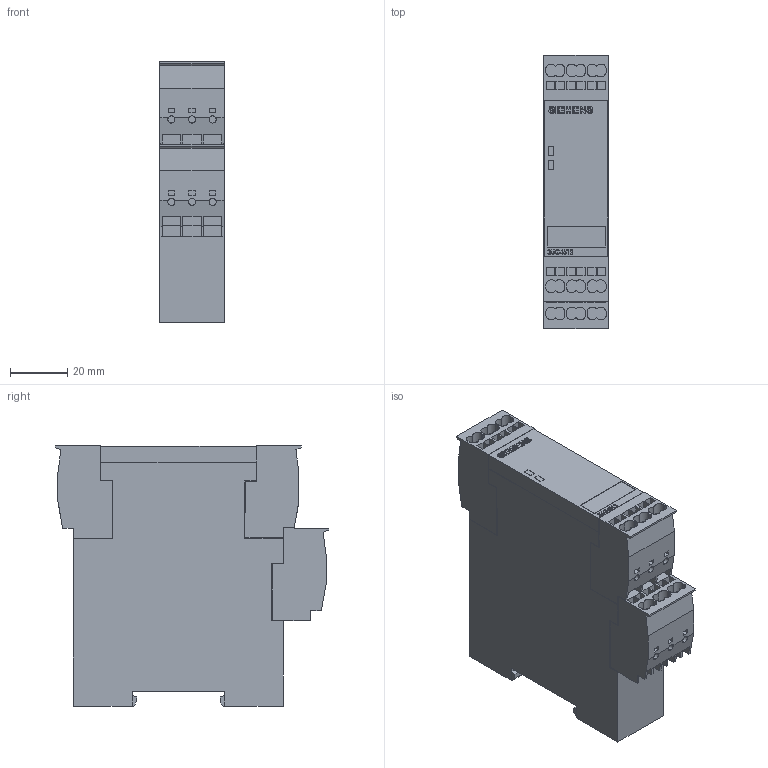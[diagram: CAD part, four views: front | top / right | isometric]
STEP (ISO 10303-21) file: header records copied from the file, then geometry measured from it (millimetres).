
FILE_DESCRIPTION(/* description */ (''),/* implementation_level */ '2;1');
FILE_NAME(/* name */ 'G_NSB0_XX_90669V.stp',/* time_stamp */ '2024-11-29T09:43:50+01:00',/* author */ (''),/* organization */ (''),/* preprocessor_version */ 'ST-DEVELOPER v18.101',/* originating_system */ 'SIEMENS PLM Software NX 2007',/* authorisation */ '');
FILE_SCHEMA (('AUTOMOTIVE_DESIGN { 1 0 10303 214 3 1 1 1 }'));
Length unit declared in the file: millimetre
Products named in the file (1): G_NSB0_XX_90669V
Bounding box: 22.5 x 95.5 x 91 mm (x, y, z)
Volume: 159066.1 mm3; surface area: 26745.6 mm2
Topology: 1 solids, 1 shells, 618 faces, 1682 edges, 1120 vertices
Faces by surface type: plane 484, cylinder 118, extrusion 16
Entity records: 24087 total; most frequent: CARTESIAN_POINT 5339, ORIENTED_EDGE 3364, DIRECTION 2648, EDGE_CURVE 1682, VECTOR 1310, LINE 1294, VERTEX_POINT 1120, EDGE_LOOP 672
